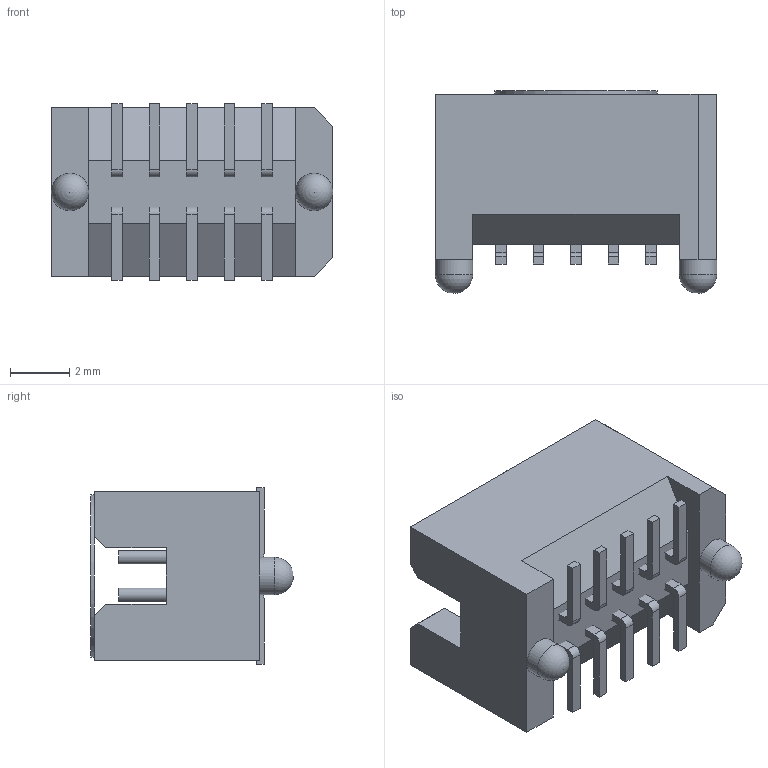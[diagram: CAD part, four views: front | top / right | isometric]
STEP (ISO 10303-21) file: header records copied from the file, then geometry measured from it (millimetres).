
FILE_DESCRIPTION( ( 'STEP AP203' ), '1' );
FILE_NAME( 'TFC-105-02-F-D-A-K.stp', '2021-10-25T18:19:40', ( 'License CC BY-ND 4.0' ), ( 'CADENAS' ), ' ', 'PARTsolutions', ' ' );
FILE_SCHEMA( ( 'CONFIG_CONTROL_DESIGN' ) );
Length unit declared in the file: inch
Products named in the file (4): TFC-105-02-F-D-A-K; _TFC-105-02-L-D-A-K_terminal; _TFC-105-02-L-D_pins; _TFC-Polyamide_Pad-K_polyamide_pick
Assembly tree (3 placements, depth 2):
  TFC-105-02-F-D-A-K
    _TFC-105-02-L-D-A-K_terminal
    _TFC-105-02-L-D_pins
    _TFC-Polyamide_Pad-K_polyamide_pick
Bounding box: 9.53 x 6.86 x 5.97 mm (x, y, z)
Volume: 166.2 mm3; surface area: 519.9 mm2
Topology: 3 solids, 3 shells, 161 faces, 440 edges, 293 vertices
Faces by surface type: plane 126, cylinder 33, sphere 2
Full cylindrical faces by diameter (mm): 0.457 x10, 1.27 x2, 5.486 x1
Entity records: 4980 total; most frequent: CARTESIAN_POINT 853, ORIENTED_EDGE 818, DIRECTION 807, EDGE_CURVE 409, LINE 341, VECTOR 341, VERTEX_POINT 279, AXIS2_PLACEMENT_3D 233
